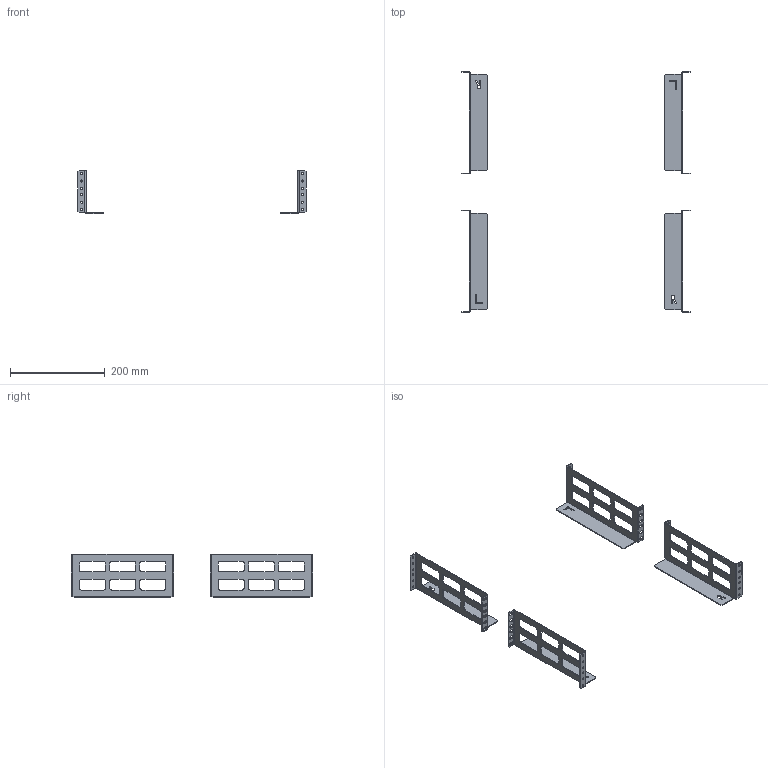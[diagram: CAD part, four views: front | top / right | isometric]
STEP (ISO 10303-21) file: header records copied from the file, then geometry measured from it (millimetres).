
FILE_DESCRIPTION (( 'STEP AP203' ), '1' );
FILE_NAME ('RDAB2U20.step', '2020-11-12T13:00:08', ( 'ADC123' ), ( 'Microsoft' ), 'SwSTEP 2.0', 'SolidWorks 2019', '' );
FILE_SCHEMA (( 'CONFIG_CONTROL_DESIGN' ));
Length unit declared in the file: inch
Products named in the file (1): RDAB2U20
Bounding box: 480.77 x 508 x 90.73 mm (x, y, z)
Volume: 158058.5 mm3; surface area: 186970.8 mm2
Topology: 4 solids, 4 shells, 476 faces, 1388 edges, 920 vertices
Faces by surface type: plane 264, cylinder 212
Full cylindrical faces by diameter (mm): 4.496 x24
Entity records: 16073 total; most frequent: CARTESIAN_POINT 2761, DIRECTION 2742, ORIENTED_EDGE 2728, EDGE_CURVE 1364, LINE 940, VECTOR 940, VERTEX_POINT 920, AXIS2_PLACEMENT_3D 901
